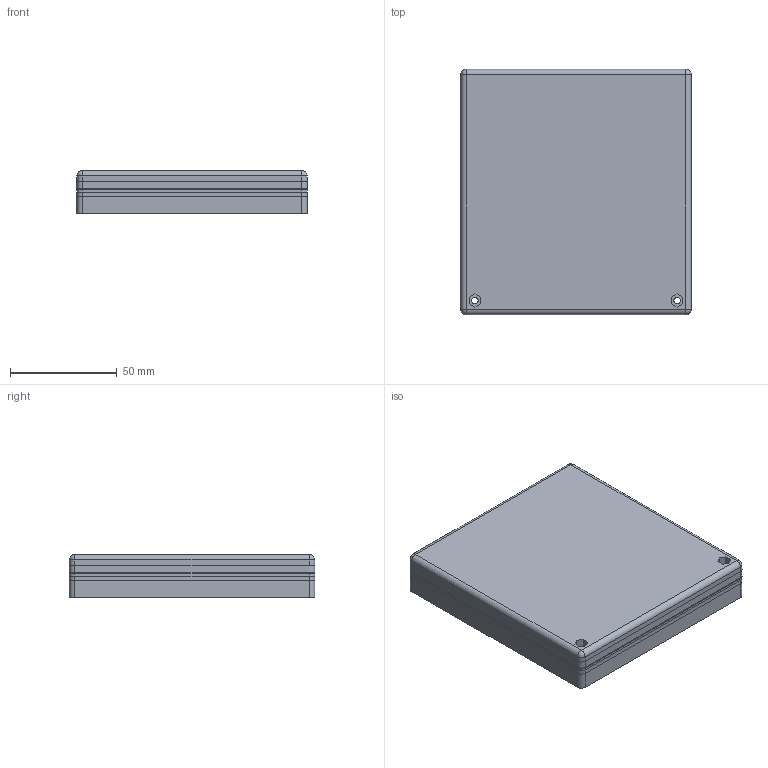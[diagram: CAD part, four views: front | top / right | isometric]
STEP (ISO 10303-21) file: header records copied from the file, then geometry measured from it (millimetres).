
FILE_DESCRIPTION(('FreeCAD Model'),'2;1');
FILE_NAME('Open CASCADE Shape Model','2024-07-08T14:16:52',(''),(''), 'Open CASCADE STEP processor 7.7','FreeCAD','Unknown');
FILE_SCHEMA(('AUTOMOTIVE_DESIGN { 1 0 10303 214 1 1 1 1 }'));
Length unit declared in the file: millimetre
Products named in the file (1): Bottom
Bounding box: 108 x 115 x 20 mm (x, y, z)
Volume: 78934.9 mm3; surface area: 40760.6 mm2
Topology: 1 solids, 1 shells, 132 faces, 307 edges, 174 vertices
Faces by surface type: plane 95, cylinder 33, sphere 4
Full cylindrical faces by diameter (mm): 3 x2
Entity records: 7575 total; most frequent: CARTESIAN_POINT 1260, DIRECTION 1211, LINE 847, VECTOR 847, ORIENTED_EDGE 606, PCURVE 606, DEFINITIONAL_REPRESENTATION 606, EDGE_CURVE 303
